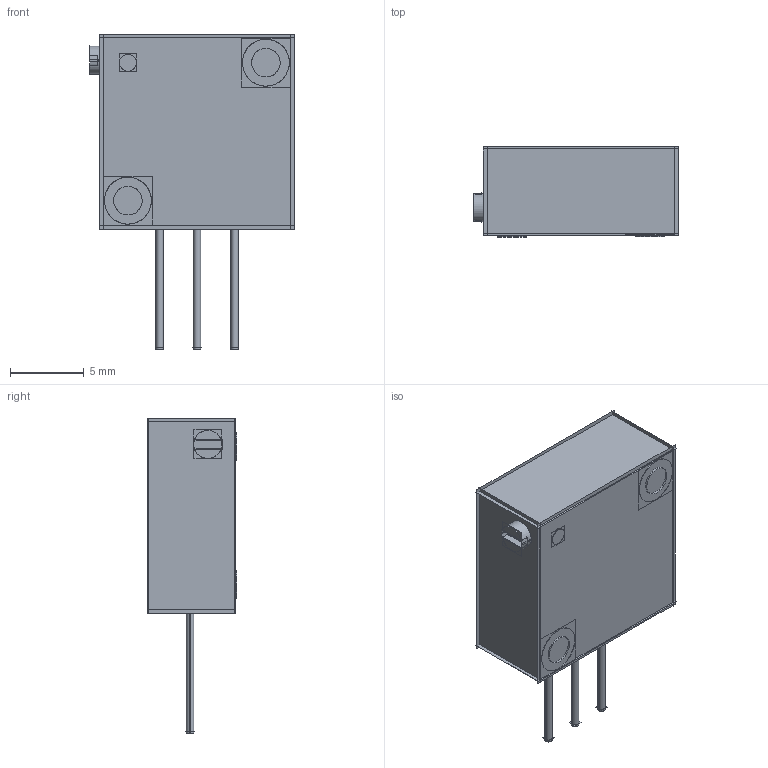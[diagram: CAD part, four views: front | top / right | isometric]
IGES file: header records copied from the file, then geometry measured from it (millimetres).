
Start section:  PTC IGES file: 3252X.igs
Global section: file name: 3252X.igs; native system: Creo Parametric by Parametric Technology Corporation; preprocessor: 2012230; author: stevec; organization: Unknown; date: 20121029.161745; units: inch
Bounding box: 13.87 x 6.08 x 21.37 mm (x, y, z)
Volume: 1794.9 mm3; surface area: 7543.3 mm2
Topology: 1 solids, 1 shells, 890 faces, 5617 edges, 7807 vertices
Faces by surface type: bspline 802, revolution 88
